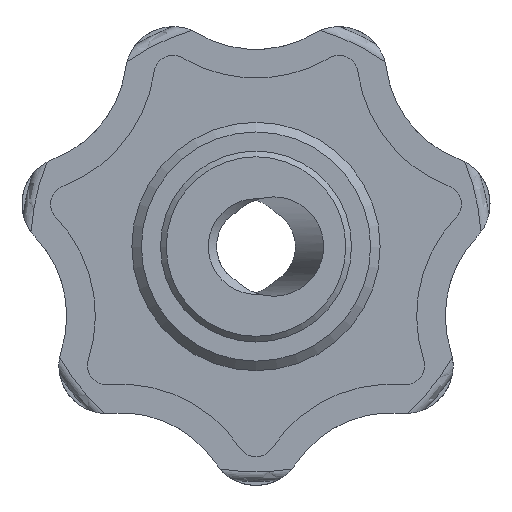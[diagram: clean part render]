
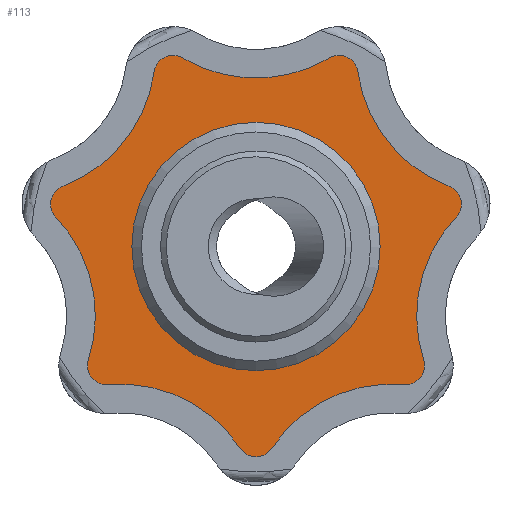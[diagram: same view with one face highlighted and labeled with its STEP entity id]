
A CAD part, front view. The second image highlights one B-rep face of the part: STEP entity #113.
In plain terms, the highlighted planar face has unit normal (0, -1, 0).
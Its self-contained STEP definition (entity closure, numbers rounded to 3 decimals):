
#113 = ADVANCED_FACE( '', ( #290, #291 ), #292, .F. );
#290 = FACE_OUTER_BOUND( '', #537, .T. );
#291 = FACE_BOUND( '', #538, .T. );
#292 = PLANE( '', #539 );
#537 = EDGE_LOOP( '', ( #814, #815, #816, #817, #818, #819, #820, #821, #822, #823, #824, #825, #826, #827 ) );
#538 = EDGE_LOOP( '', ( #828 ) );
#539 = AXIS2_PLACEMENT_3D( '', #829, #830, #831 );
#814 = ORIENTED_EDGE( '', *, *, #1460, .T. );
#815 = ORIENTED_EDGE( '', *, *, #1461, .F. );
#816 = ORIENTED_EDGE( '', *, *, #1462, .T. );
#817 = ORIENTED_EDGE( '', *, *, #1463, .F. );
#818 = ORIENTED_EDGE( '', *, *, #1464, .T. );
#819 = ORIENTED_EDGE( '', *, *, #1465, .F. );
#820 = ORIENTED_EDGE( '', *, *, #1466, .T. );
#821 = ORIENTED_EDGE( '', *, *, #1467, .F. );
#822 = ORIENTED_EDGE( '', *, *, #1468, .T. );
#823 = ORIENTED_EDGE( '', *, *, #1469, .F. );
#824 = ORIENTED_EDGE( '', *, *, #1470, .T. );
#825 = ORIENTED_EDGE( '', *, *, #1471, .F. );
#826 = ORIENTED_EDGE( '', *, *, #1472, .T. );
#827 = ORIENTED_EDGE( '', *, *, #1473, .F. );
#828 = ORIENTED_EDGE( '', *, *, #1474, .T. );
#829 = CARTESIAN_POINT( '', ( -11.864, 13.6, -4.933 ) );
#830 = DIRECTION( '', ( 0., 1., 0. ) );
#831 = DIRECTION( '', ( 0., 0., 1. ) );
#1460 = EDGE_CURVE( '', #1749, #1750, #1751, .T. );
#1461 = EDGE_CURVE( '', #1752, #1750, #1753, .T. );
#1462 = EDGE_CURVE( '', #1752, #1754, #1755, .T. );
#1463 = EDGE_CURVE( '', #1756, #1754, #1757, .T. );
#1464 = EDGE_CURVE( '', #1756, #1758, #1759, .T. );
#1465 = EDGE_CURVE( '', #1760, #1758, #1761, .T. );
#1466 = EDGE_CURVE( '', #1760, #1762, #1763, .T. );
#1467 = EDGE_CURVE( '', #1764, #1762, #1765, .T. );
#1468 = EDGE_CURVE( '', #1764, #1766, #1767, .T. );
#1469 = EDGE_CURVE( '', #1768, #1766, #1769, .T. );
#1470 = EDGE_CURVE( '', #1768, #1770, #1771, .T. );
#1471 = EDGE_CURVE( '', #1772, #1770, #1773, .T. );
#1472 = EDGE_CURVE( '', #1772, #1774, #1775, .T. );
#1473 = EDGE_CURVE( '', #1749, #1774, #1776, .T. );
#1474 = EDGE_CURVE( '', #1777, #1777, #1778, .T. );
#1749 = VERTEX_POINT( '', #2303 );
#1750 = VERTEX_POINT( '', #2304 );
#1751 = CIRCLE( '', #2305, 7.5 );
#1752 = VERTEX_POINT( '', #2306 );
#1753 = CIRCLE( '', #2307, 1. );
#1754 = VERTEX_POINT( '', #2308 );
#1755 = CIRCLE( '', #2309, 7.5 );
#1756 = VERTEX_POINT( '', #2310 );
#1757 = CIRCLE( '', #2311, 1. );
#1758 = VERTEX_POINT( '', #2312 );
#1759 = CIRCLE( '', #2313, 7.5 );
#1760 = VERTEX_POINT( '', #2314 );
#1761 = CIRCLE( '', #2315, 1. );
#1762 = VERTEX_POINT( '', #2316 );
#1763 = CIRCLE( '', #2317, 7.5 );
#1764 = VERTEX_POINT( '', #2318 );
#1765 = CIRCLE( '', #2319, 1. );
#1766 = VERTEX_POINT( '', #2320 );
#1767 = CIRCLE( '', #2321, 7.5 );
#1768 = VERTEX_POINT( '', #2322 );
#1769 = CIRCLE( '', #2323, 1. );
#1770 = VERTEX_POINT( '', #2324 );
#1771 = CIRCLE( '', #2325, 7.5 );
#1772 = VERTEX_POINT( '', #2326 );
#1773 = CIRCLE( '', #2327, 1. );
#1774 = VERTEX_POINT( '', #2328 );
#1775 = CIRCLE( '', #2329, 7.5 );
#1776 = CIRCLE( '', #2330, 1. );
#1777 = VERTEX_POINT( '', #2331 );
#1778 = CIRCLE( '', #2332, 6.5 );
#2303 = CARTESIAN_POINT( '', ( -10.474, 13.6, 1.536 ) );
#2304 = CARTESIAN_POINT( '', ( -8.77, 13.6, -5.929 ) );
#2305 = AXIS2_PLACEMENT_3D( '', #3129, #3130, #3131 );
#2306 = CARTESIAN_POINT( '', ( -7.732, 13.6, -7.231 ) );
#2307 = AXIS2_PLACEMENT_3D( '', #3132, #3133, #3134 );
#2308 = CARTESIAN_POINT( '', ( -0.833, 13.6, -10.553 ) );
#2309 = AXIS2_PLACEMENT_3D( '', #3135, #3136, #3137 );
#2310 = CARTESIAN_POINT( '', ( 0.833, 13.6, -10.553 ) );
#2311 = AXIS2_PLACEMENT_3D( '', #3138, #3139, #3140 );
#2312 = CARTESIAN_POINT( '', ( 7.732, 13.6, -7.231 ) );
#2313 = AXIS2_PLACEMENT_3D( '', #3141, #3142, #3143 );
#2314 = CARTESIAN_POINT( '', ( 8.77, 13.6, -5.929 ) );
#2315 = AXIS2_PLACEMENT_3D( '', #3144, #3145, #3146 );
#2316 = CARTESIAN_POINT( '', ( 10.474, 13.6, 1.536 ) );
#2317 = AXIS2_PLACEMENT_3D( '', #3147, #3148, #3149 );
#2318 = CARTESIAN_POINT( '', ( 10.103, 13.6, 3.16 ) );
#2319 = AXIS2_PLACEMENT_3D( '', #3150, #3151, #3152 );
#2320 = CARTESIAN_POINT( '', ( 5.329, 13.6, 9.147 ) );
#2321 = AXIS2_PLACEMENT_3D( '', #3153, #3154, #3155 );
#2322 = CARTESIAN_POINT( '', ( 3.828, 13.6, 9.87 ) );
#2323 = AXIS2_PLACEMENT_3D( '', #3156, #3157, #3158 );
#2324 = CARTESIAN_POINT( '', ( -3.828, 13.6, 9.87 ) );
#2325 = AXIS2_PLACEMENT_3D( '', #3159, #3160, #3161 );
#2326 = CARTESIAN_POINT( '', ( -5.329, 13.6, 9.147 ) );
#2327 = AXIS2_PLACEMENT_3D( '', #3162, #3163, #3164 );
#2328 = CARTESIAN_POINT( '', ( -10.103, 13.6, 3.16 ) );
#2329 = AXIS2_PLACEMENT_3D( '', #3165, #3166, #3167 );
#2330 = AXIS2_PLACEMENT_3D( '', #3168, #3169, #3170 );
#2331 = CARTESIAN_POINT( '', ( 6.5, 13.6, 0. ) );
#2332 = AXIS2_PLACEMENT_3D( '', #3171, #3172, #3173 );
#3129 = CARTESIAN_POINT( '', ( -15.91, 13.6, -3.631 ) );
#3130 = DIRECTION( '', ( 0., 1., 0. ) );
#3131 = DIRECTION( '', ( 1., 0., 0. ) );
#3132 = CARTESIAN_POINT( '', ( -7.818, 13.6, -6.235 ) );
#3133 = DIRECTION( '', ( 0., 1., 0. ) );
#3134 = DIRECTION( '', ( 1., 0., 0. ) );
#3135 = CARTESIAN_POINT( '', ( -7.081, 13.6, -14.703 ) );
#3136 = DIRECTION( '', ( 0., 1., 0. ) );
#3137 = DIRECTION( '', ( 1., 0., 0. ) );
#3138 = CARTESIAN_POINT( '', ( 0., 13.6, -10. ) );
#3139 = DIRECTION( '', ( 0., 1., 0. ) );
#3140 = DIRECTION( '', ( 1., 0., 0. ) );
#3141 = CARTESIAN_POINT( '', ( 7.081, 13.6, -14.703 ) );
#3142 = DIRECTION( '', ( 0., 1., 0. ) );
#3143 = DIRECTION( '', ( 1., 0., 0. ) );
#3144 = CARTESIAN_POINT( '', ( 7.818, 13.6, -6.235 ) );
#3145 = DIRECTION( '', ( 0., 1., 0. ) );
#3146 = DIRECTION( '', ( 1., 0., 0. ) );
#3147 = CARTESIAN_POINT( '', ( 15.91, 13.6, -3.631 ) );
#3148 = DIRECTION( '', ( 0., 1., 0. ) );
#3149 = DIRECTION( '', ( 1., 0., 0. ) );
#3150 = CARTESIAN_POINT( '', ( 9.749, 13.6, 2.225 ) );
#3151 = DIRECTION( '', ( 0., 1., 0. ) );
#3152 = DIRECTION( '', ( 1., 0., 0. ) );
#3153 = CARTESIAN_POINT( '', ( 12.759, 13.6, 10.175 ) );
#3154 = DIRECTION( '', ( 0., 1., 0. ) );
#3155 = DIRECTION( '', ( 1., 0., 0. ) );
#3156 = CARTESIAN_POINT( '', ( 4.339, 13.6, 9.01 ) );
#3157 = DIRECTION( '', ( 0., 1., 0. ) );
#3158 = DIRECTION( '', ( 1., 0., 0. ) );
#3159 = CARTESIAN_POINT( '', ( 0., 13.6, 16.319 ) );
#3160 = DIRECTION( '', ( 0., 1., 0. ) );
#3161 = DIRECTION( '', ( 1., 0., 0. ) );
#3162 = CARTESIAN_POINT( '', ( -4.339, 13.6, 9.01 ) );
#3163 = DIRECTION( '', ( 0., 1., 0. ) );
#3164 = DIRECTION( '', ( 1., 0., 0. ) );
#3165 = CARTESIAN_POINT( '', ( -12.759, 13.6, 10.175 ) );
#3166 = DIRECTION( '', ( 0., 1., 0. ) );
#3167 = DIRECTION( '', ( 1., 0., 0. ) );
#3168 = CARTESIAN_POINT( '', ( -9.749, 13.6, 2.225 ) );
#3169 = DIRECTION( '', ( 0., 1., 0. ) );
#3170 = DIRECTION( '', ( 1., 0., 0. ) );
#3171 = CARTESIAN_POINT( '', ( 0., 13.6, 0. ) );
#3172 = DIRECTION( '', ( 0., 1., 0. ) );
#3173 = DIRECTION( '', ( 1., 0., 0. ) );
